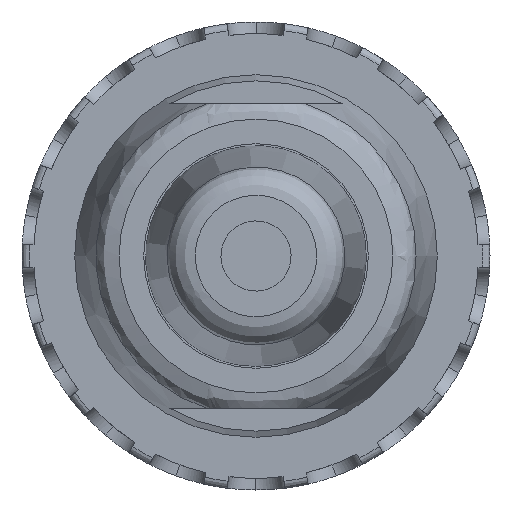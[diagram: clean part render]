
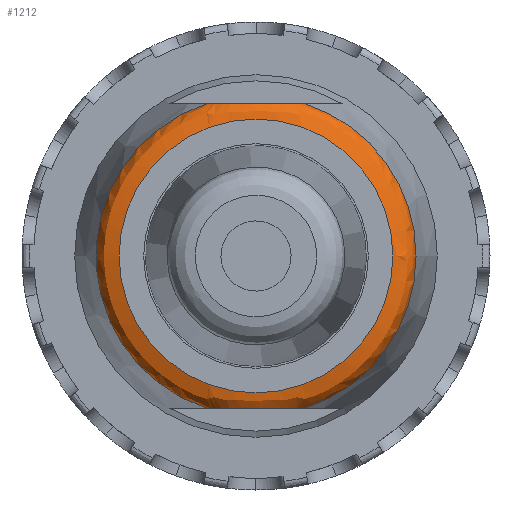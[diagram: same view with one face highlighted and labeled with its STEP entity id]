
A CAD part, front view. The second image highlights one B-rep face of the part: STEP entity #1212.
In plain terms, the highlighted free-form (B-spline) face has degree [2, 2] with [7, 3] control points.
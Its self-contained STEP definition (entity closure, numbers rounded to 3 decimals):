
#445=(
BOUNDED_SURFACE()
B_SPLINE_SURFACE(2,2,((#4821,#4822,#4823),(#4824,#4825,#4826),(#4827,#4828,
#4829),(#4830,#4831,#4832),(#4833,#4834,#4835),(#4836,#4837,#4838),(#4839,
#4840,#4841)),.UNSPECIFIED.,.T.,.F.,.F.)
B_SPLINE_SURFACE_WITH_KNOTS((1,2,2,2,2,1),(3,3),(-0.333,0.,
0.333,0.667,1.,1.333),(0.,1.),
 .UNSPECIFIED.)
GEOMETRIC_REPRESENTATION_ITEM()
RATIONAL_B_SPLINE_SURFACE(((1.,0.766,1.),(0.5,0.383,
0.5),(1.,0.766,1.),(0.5,0.383,0.5),(1.,0.766,
1.),(0.5,0.383,0.5),(1.,0.766,1.)))
REPRESENTATION_ITEM('')
SURFACE()
);
#476=B_SPLINE_CURVE_WITH_KNOTS('',3,(#4792,#4793,#4794,#4795,#4796,#4797,
#4798,#4799,#4800,#4801,#4802,#4803,#4804,#4805),.UNSPECIFIED.,.F.,.F.,
(4,2,2,2,2,2,4),(0.,0.125,0.25,0.5,0.75,0.875,
1.),.UNSPECIFIED.);
#477=B_SPLINE_CURVE_WITH_KNOTS('',3,(#4807,#4808,#4809,#4810,#4811,#4812,
#4813,#4814,#4815,#4816,#4817,#4818,#4819,#4820),.UNSPECIFIED.,.F.,.F.,
(4,2,2,2,2,2,4),(0.,0.125,0.25,0.5,
0.75,0.875,1.),.UNSPECIFIED.);
#1212=ADVANCED_FACE('',(#1478,#1479),#445,.T.);
#1478=FACE_BOUND('',#1595,.T.);
#1479=FACE_BOUND('',#1596,.T.);
#1595=EDGE_LOOP('',(#1861));
#1596=EDGE_LOOP('',(#1862,#1863,#1864,#1865,#1866));
#1861=ORIENTED_EDGE('',*,*,#3077,.T.);
#1862=ORIENTED_EDGE('',*,*,#3092,.T.);
#1863=ORIENTED_EDGE('',*,*,#3090,.F.);
#1864=ORIENTED_EDGE('',*,*,#3089,.F.);
#1865=ORIENTED_EDGE('',*,*,#3093,.T.);
#1866=ORIENTED_EDGE('',*,*,#3086,.F.);
#2754=VERTEX_POINT('',#4751);
#2762=VERTEX_POINT('',#4774);
#2763=VERTEX_POINT('',#4776);
#2764=VERTEX_POINT('',#4783);
#2765=VERTEX_POINT('',#4785);
#2766=VERTEX_POINT('',#4787);
#3077=EDGE_CURVE('',#2754,#2754,#3535,.T.);
#3086=EDGE_CURVE('',#2762,#2763,#3541,.T.);
#3089=EDGE_CURVE('',#2764,#2765,#3542,.T.);
#3090=EDGE_CURVE('',#2765,#2766,#3543,.T.);
#3092=EDGE_CURVE('',#2762,#2766,#476,.T.);
#3093=EDGE_CURVE('',#2764,#2763,#477,.T.);
#3535=CIRCLE('',#3673,5.853);
#3541=CIRCLE('',#3684,6.838);
#3542=CIRCLE('',#3685,6.838);
#3543=CIRCLE('',#3686,6.838);
#3673=AXIS2_PLACEMENT_3D('',#4750,#3974,#3975);
#3684=AXIS2_PLACEMENT_3D('',#4775,#3998,#3999);
#3685=AXIS2_PLACEMENT_3D('',#4784,#4000,#4001);
#3686=AXIS2_PLACEMENT_3D('',#4786,#4002,#4003);
#3974=DIRECTION('',(0.,1.,0.));
#3975=DIRECTION('',(1.,0.,0.));
#3998=DIRECTION('',(0.,1.,0.));
#3999=DIRECTION('',(-0.31,0.,-0.951));
#4000=DIRECTION('',(0.,1.,0.));
#4001=DIRECTION('',(0.31,0.,0.951));
#4002=DIRECTION('',(0.,1.,0.));
#4003=DIRECTION('',(1.,0.,0.));
#4750=CARTESIAN_POINT('',(21.873,-55.865,-0.037));
#4751=CARTESIAN_POINT('',(27.726,-55.865,-0.037));
#4774=CARTESIAN_POINT('',(19.75,-55.039,-6.537));
#4775=CARTESIAN_POINT('',(21.873,-55.039,-0.037));
#4776=CARTESIAN_POINT('',(19.75,-55.039,6.463));
#4783=CARTESIAN_POINT('',(23.995,-55.039,6.463));
#4784=CARTESIAN_POINT('',(21.873,-55.039,-0.037));
#4785=CARTESIAN_POINT('',(28.71,-55.039,-0.037));
#4786=CARTESIAN_POINT('',(21.873,-55.039,-0.037));
#4787=CARTESIAN_POINT('',(23.995,-55.039,-6.537));
#4792=CARTESIAN_POINT('',(19.75,-55.039,-6.537));
#4793=CARTESIAN_POINT('',(19.831,-55.182,-6.537));
#4794=CARTESIAN_POINT('',(20.039,-55.31,-6.537));
#4795=CARTESIAN_POINT('',(20.348,-55.44,-6.537));
#4796=CARTESIAN_POINT('',(20.551,-55.496,-6.537));
#4797=CARTESIAN_POINT('',(21.115,-55.604,-6.537));
#4798=CARTESIAN_POINT('',(21.53,-55.629,-6.537));
#4799=CARTESIAN_POINT('',(22.253,-55.627,-6.537));
#4800=CARTESIAN_POINT('',(22.602,-55.609,-6.537));
#4801=CARTESIAN_POINT('',(23.202,-55.495,-6.537));
#4802=CARTESIAN_POINT('',(23.33,-55.466,-6.537));
#4803=CARTESIAN_POINT('',(23.733,-55.301,-6.537));
#4804=CARTESIAN_POINT('',(23.912,-55.185,-6.537));
#4805=CARTESIAN_POINT('',(23.995,-55.039,-6.537));
#4807=CARTESIAN_POINT('',(23.995,-55.039,6.463));
#4808=CARTESIAN_POINT('',(23.913,-55.183,6.463));
#4809=CARTESIAN_POINT('',(23.707,-55.309,6.463));
#4810=CARTESIAN_POINT('',(23.397,-55.44,6.463));
#4811=CARTESIAN_POINT('',(23.197,-55.495,6.463));
#4812=CARTESIAN_POINT('',(22.633,-55.604,6.463));
#4813=CARTESIAN_POINT('',(22.222,-55.628,6.463));
#4814=CARTESIAN_POINT('',(21.497,-55.627,6.463));
#4815=CARTESIAN_POINT('',(21.152,-55.611,6.463));
#4816=CARTESIAN_POINT('',(20.543,-55.495,6.463));
#4817=CARTESIAN_POINT('',(20.418,-55.467,6.463));
#4818=CARTESIAN_POINT('',(20.011,-55.3,6.463));
#4819=CARTESIAN_POINT('',(19.833,-55.185,6.463));
#4820=CARTESIAN_POINT('',(19.75,-55.039,6.463));
#4821=CARTESIAN_POINT('',(27.726,-55.865,-0.037));
#4822=CARTESIAN_POINT('',(28.565,-55.865,-0.037));
#4823=CARTESIAN_POINT('',(28.71,-55.039,-0.037));
#4824=CARTESIAN_POINT('',(27.726,-55.865,-10.174));
#4825=CARTESIAN_POINT('',(28.565,-55.865,-11.628));
#4826=CARTESIAN_POINT('',(28.71,-55.039,-11.88));
#4827=CARTESIAN_POINT('',(18.946,-55.865,-5.105));
#4828=CARTESIAN_POINT('',(18.527,-55.865,-5.832));
#4829=CARTESIAN_POINT('',(18.454,-55.039,-5.958));
#4830=CARTESIAN_POINT('',(10.167,-55.865,-0.037));
#4831=CARTESIAN_POINT('',(8.489,-55.865,-0.037));
#4832=CARTESIAN_POINT('',(8.197,-55.039,-0.037));
#4833=CARTESIAN_POINT('',(18.946,-55.865,5.032));
#4834=CARTESIAN_POINT('',(18.527,-55.865,5.759));
#4835=CARTESIAN_POINT('',(18.454,-55.039,5.885));
#4836=CARTESIAN_POINT('',(27.726,-55.865,10.101));
#4837=CARTESIAN_POINT('',(28.565,-55.865,11.554));
#4838=CARTESIAN_POINT('',(28.71,-55.039,11.807));
#4839=CARTESIAN_POINT('',(27.726,-55.865,-0.037));
#4840=CARTESIAN_POINT('',(28.565,-55.865,-0.037));
#4841=CARTESIAN_POINT('',(28.71,-55.039,-0.037));
